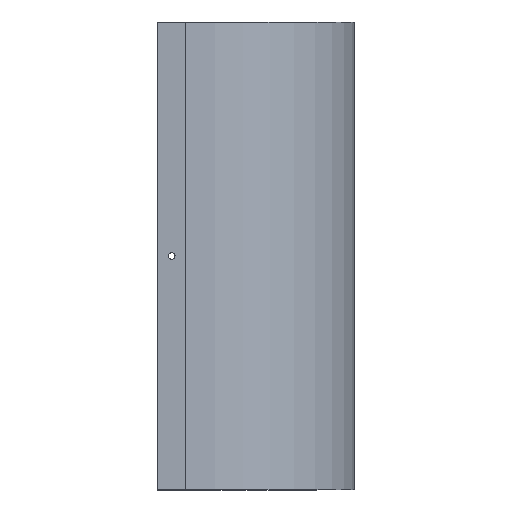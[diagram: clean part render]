
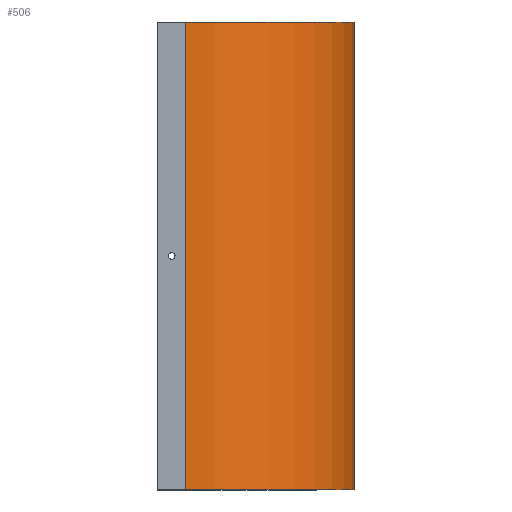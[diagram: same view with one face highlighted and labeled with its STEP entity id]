
A CAD part, front view. The second image highlights one B-rep face of the part: STEP entity #506.
In plain terms, the highlighted cylindrical face has radius 180 mm (diameter 360 mm), a partial arc.
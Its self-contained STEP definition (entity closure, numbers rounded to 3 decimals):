
#122 = AXIS2_PLACEMENT_3D ( 'NONE', #1740, #1741, #1739 ) ;
#292 = EDGE_CURVE ( 'NONE', #1445, #1437, #1597, .T. ) ;
#297 = EDGE_CURVE ( 'NONE', #1516, #1445, #1018, .T. ) ;
#298 = EDGE_CURVE ( 'NONE', #1498, #1437, #1022, .T. ) ;
#328 = EDGE_CURVE ( 'NONE', #1516, #1498, #1064, .T. ) ;
#506 = ADVANCED_FACE ( 'NONE', ( #1133 ), #1137, .T. ) ;
#587 = AXIS2_PLACEMENT_3D ( 'NONE', #995, #994, #993 ) ;
#588 = AXIS2_PLACEMENT_3D ( 'NONE', #1001, #1000, #999 ) ;
#888 = CARTESIAN_POINT ( 'NONE',  ( 210., 100., -499.2 ) ) ;
#896 = CARTESIAN_POINT ( 'NONE',  ( 210., 100., 0.8 ) ) ;
#949 = CARTESIAN_POINT ( 'NONE',  ( 30., -80., -499.2 ) ) ;
#967 = CARTESIAN_POINT ( 'NONE',  ( 30., -80., 0.8 ) ) ;
#993 = DIRECTION ( 'NONE',  ( 1., 0., 0. ) ) ;
#994 = DIRECTION ( 'NONE',  ( 0., 0., 1. ) ) ;
#995 = CARTESIAN_POINT ( 'NONE',  ( 30., 100., -499.2 ) ) ;
#999 = DIRECTION ( 'NONE',  ( 1., 0., 0. ) ) ;
#1000 = DIRECTION ( 'NONE',  ( 0., 0., 1. ) ) ;
#1001 = CARTESIAN_POINT ( 'NONE',  ( 30., 100., 0.8 ) ) ;
#1012 = CARTESIAN_POINT ( 'NONE',  ( 210., 100., 0.8 ) ) ;
#1014 = DIRECTION ( 'NONE',  ( 0., 0., -1. ) ) ;
#1018 = CIRCLE ( 'NONE', #588, 180. ) ;
#1022 = CIRCLE ( 'NONE', #587, 180. ) ;
#1064 = LINE ( 'NONE', #1750, #1075 ) ;
#1075 = VECTOR ( 'NONE', #1728, 1000. ) ;
#1133 = FACE_OUTER_BOUND ( 'NONE', #1581, .T. ) ;
#1137 = CYLINDRICAL_SURFACE ( 'NONE', #122, 180. ) ;
#1358 = ORIENTED_EDGE ( 'NONE', *, *, #328, .T. ) ;
#1359 = ORIENTED_EDGE ( 'NONE', *, *, #297, .F. ) ;
#1360 = ORIENTED_EDGE ( 'NONE', *, *, #292, .F. ) ;
#1361 = ORIENTED_EDGE ( 'NONE', *, *, #298, .T. ) ;
#1437 = VERTEX_POINT ( 'NONE', #888 ) ;
#1445 = VERTEX_POINT ( 'NONE', #896 ) ;
#1498 = VERTEX_POINT ( 'NONE', #949 ) ;
#1516 = VERTEX_POINT ( 'NONE', #967 ) ;
#1581 = EDGE_LOOP ( 'NONE', ( #1361, #1360, #1359, #1358 ) ) ;
#1597 = LINE ( 'NONE', #1012, #1598 ) ;
#1598 = VECTOR ( 'NONE', #1014, 1000. ) ;
#1728 = DIRECTION ( 'NONE',  ( 0., 0., -1. ) ) ;
#1739 = DIRECTION ( 'NONE',  ( -1., 0., 0. ) ) ;
#1740 = CARTESIAN_POINT ( 'NONE',  ( 30., 100., 0.8 ) ) ;
#1741 = DIRECTION ( 'NONE',  ( 0., 0., -1. ) ) ;
#1750 = CARTESIAN_POINT ( 'NONE',  ( 30., -80., 0.8 ) ) ;
